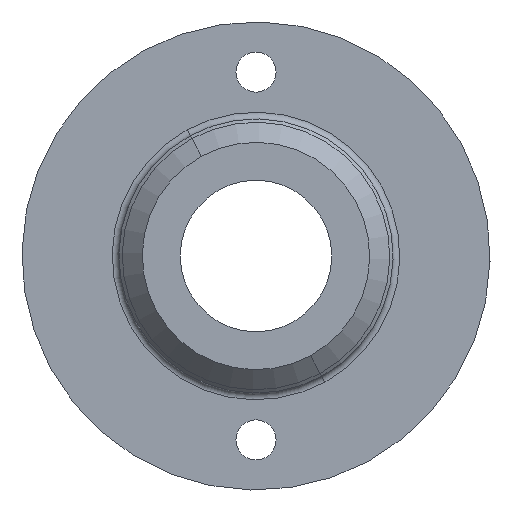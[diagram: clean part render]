
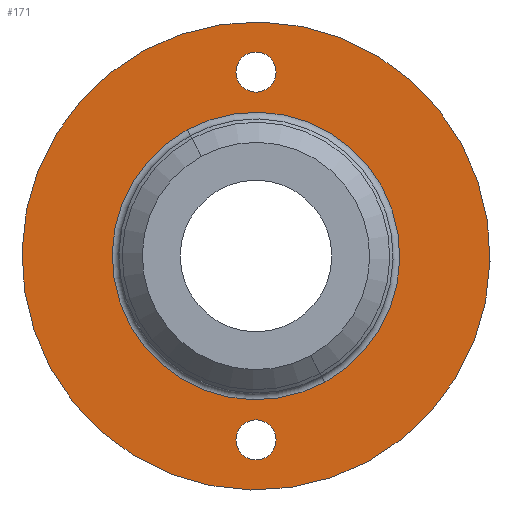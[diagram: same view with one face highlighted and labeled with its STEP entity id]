
A CAD part, left-side view. The second image highlights one B-rep face of the part: STEP entity #171.
In plain terms, the highlighted planar face has unit normal (-1, 0, 0).
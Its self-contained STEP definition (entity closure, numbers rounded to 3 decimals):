
#60=CARTESIAN_POINT('Vertex',(2000.,354.125,336.526)) ;
#65=CARTESIAN_POINT('Axis2P3D Location',(2000.,355.625,336.526)) ;
#69=CARTESIAN_POINT('Vertex',(2000.,357.125,336.526)) ;
#91=CARTESIAN_POINT('Axis2P3D Location',(2000.,355.625,336.526)) ;
#108=CARTESIAN_POINT('Axis2P3D Location',(2000.,355.625,367.776)) ;
#113=CARTESIAN_POINT('Axis2P3D Location',(2000.,355.625,350.276)) ;
#117=CARTESIAN_POINT('Vertex',(2000.,347.235,334.919)) ;
#119=CARTESIAN_POINT('Vertex',(2000.,364.015,365.634)) ;
#122=CARTESIAN_POINT('Axis2P3D Location',(2000.,355.625,350.276)) ;
#131=CARTESIAN_POINT('Axis2P3D Location',(2000.,355.625,350.276)) ;
#135=CARTESIAN_POINT('Vertex',(2000.,350.471,340.842)) ;
#137=CARTESIAN_POINT('Vertex',(2000.,360.779,359.71)) ;
#140=CARTESIAN_POINT('Axis2P3D Location',(2000.,355.625,350.276)) ;
#149=CARTESIAN_POINT('Axis2P3D Location',(2000.,355.625,364.026)) ;
#153=CARTESIAN_POINT('Vertex',(2000.,357.125,364.026)) ;
#155=CARTESIAN_POINT('Vertex',(2000.,354.125,364.026)) ;
#158=CARTESIAN_POINT('Axis2P3D Location',(2000.,355.625,364.026)) ;
#66=DIRECTION('Axis2P3D Direction',(-1.,0.,0.)) ;
#92=DIRECTION('Axis2P3D Direction',(-1.,0.,0.)) ;
#109=DIRECTION('Axis2P3D Direction',(-1.,0.,0.)) ;
#110=DIRECTION('Axis2P3D XDirection',(0.,1.,0.)) ;
#114=DIRECTION('Axis2P3D Direction',(-1.,0.,0.)) ;
#123=DIRECTION('Axis2P3D Direction',(-1.,0.,0.)) ;
#132=DIRECTION('Axis2P3D Direction',(-1.,0.,0.)) ;
#141=DIRECTION('Axis2P3D Direction',(-1.,0.,0.)) ;
#150=DIRECTION('Axis2P3D Direction',(-1.,0.,0.)) ;
#159=DIRECTION('Axis2P3D Direction',(-1.,0.,0.)) ;
#67=AXIS2_PLACEMENT_3D('Circle Axis2P3D',#65,#66,$) ;
#93=AXIS2_PLACEMENT_3D('Circle Axis2P3D',#91,#92,$) ;
#111=AXIS2_PLACEMENT_3D('Plane Axis2P3D',#108,#109,#110) ;
#115=AXIS2_PLACEMENT_3D('Circle Axis2P3D',#113,#114,$) ;
#124=AXIS2_PLACEMENT_3D('Circle Axis2P3D',#122,#123,$) ;
#133=AXIS2_PLACEMENT_3D('Circle Axis2P3D',#131,#132,$) ;
#142=AXIS2_PLACEMENT_3D('Circle Axis2P3D',#140,#141,$) ;
#151=AXIS2_PLACEMENT_3D('Circle Axis2P3D',#149,#150,$) ;
#160=AXIS2_PLACEMENT_3D('Circle Axis2P3D',#158,#159,$) ;
#128=ORIENTED_EDGE('',*,*,#121,.T.) ;
#129=ORIENTED_EDGE('',*,*,#126,.T.) ;
#146=ORIENTED_EDGE('',*,*,#139,.T.) ;
#147=ORIENTED_EDGE('',*,*,#144,.T.) ;
#164=ORIENTED_EDGE('',*,*,#157,.F.) ;
#165=ORIENTED_EDGE('',*,*,#162,.F.) ;
#168=ORIENTED_EDGE('',*,*,#95,.F.) ;
#169=ORIENTED_EDGE('',*,*,#71,.F.) ;
#148=FACE_BOUND('',#145,.T.) ;
#166=FACE_BOUND('',#163,.T.) ;
#170=FACE_BOUND('',#167,.T.) ;
#171=ADVANCED_FACE('Bushing',(#130,#148,#166,#170),#112,.T.) ;
#68=CIRCLE('generated circle',#67,1.5) ;
#94=CIRCLE('generated circle',#93,1.5) ;
#116=CIRCLE('generated circle',#115,17.5) ;
#125=CIRCLE('generated circle',#124,17.5) ;
#134=CIRCLE('generated circle',#133,10.75) ;
#143=CIRCLE('generated circle',#142,10.75) ;
#152=CIRCLE('generated circle',#151,1.5) ;
#161=CIRCLE('generated circle',#160,1.5) ;
#71=EDGE_CURVE('',#61,#70,#68,.T.) ;
#95=EDGE_CURVE('',#70,#61,#94,.T.) ;
#121=EDGE_CURVE('',#118,#120,#116,.T.) ;
#126=EDGE_CURVE('',#120,#118,#125,.T.) ;
#139=EDGE_CURVE('',#136,#138,#134,.F.) ;
#144=EDGE_CURVE('',#138,#136,#143,.F.) ;
#157=EDGE_CURVE('',#154,#156,#152,.T.) ;
#162=EDGE_CURVE('',#156,#154,#161,.T.) ;
#127=EDGE_LOOP('',(#128,#129)) ;
#145=EDGE_LOOP('',(#146,#147)) ;
#163=EDGE_LOOP('',(#164,#165)) ;
#167=EDGE_LOOP('',(#168,#169)) ;
#130=FACE_OUTER_BOUND('',#127,.T.) ;
#112=PLANE('',#111) ;
#61=VERTEX_POINT('',#60) ;
#70=VERTEX_POINT('',#69) ;
#118=VERTEX_POINT('',#117) ;
#120=VERTEX_POINT('',#119) ;
#136=VERTEX_POINT('',#135) ;
#138=VERTEX_POINT('',#137) ;
#154=VERTEX_POINT('',#153) ;
#156=VERTEX_POINT('',#155) ;
